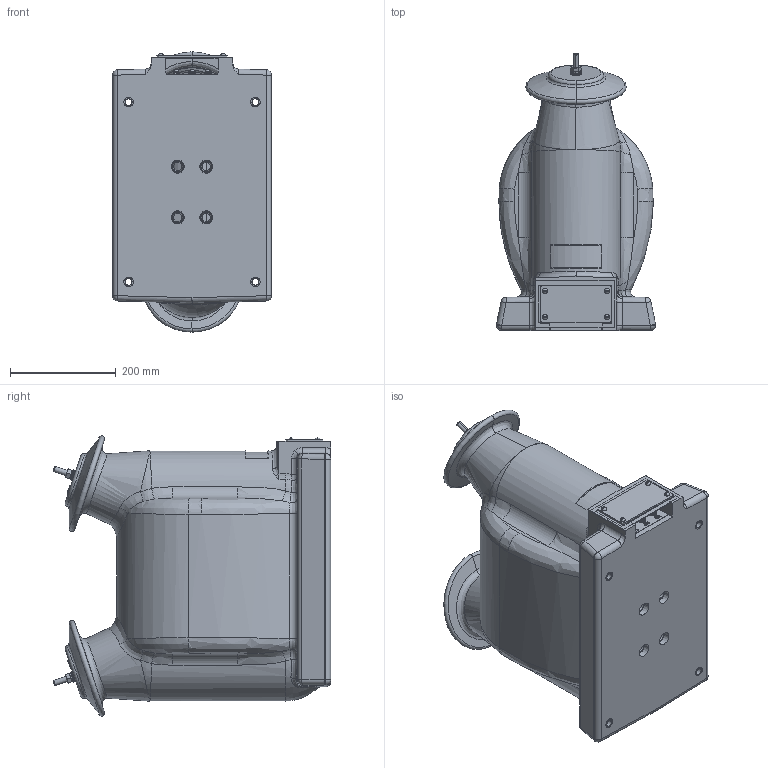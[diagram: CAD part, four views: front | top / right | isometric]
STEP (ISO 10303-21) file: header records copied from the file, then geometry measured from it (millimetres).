
FILE_DESCRIPTION (( 'STEP AP203' ), '1' );
FILE_NAME ('1藤.670 121.028.STEP', '2023-05-16T05:24:56', ( '' ), ( '' ), 'SwSTEP 2.0', 'SolidWorks 2010', '' );
FILE_SCHEMA (( 'CONFIG_CONTROL_DESIGN' ));
Length unit declared in the file: millimetre
Products named in the file (1): 1藤.670 121.028
Bounding box: 301.15 x 525.07 x 530.49 mm (x, y, z)
Surface area: 1172035.7 mm2 (no closed solid volume)
Topology: 0 solids, 41 shells, 387 faces, 1283 edges, 919 vertices
Faces by surface type: plane 121, cylinder 94, bspline 79, cone 50, sphere 26, torus 17
Entity records: 26865 total; most frequent: CARTESIAN_POINT 16089, DIRECTION 2220, ORIENTED_EDGE 2062, EDGE_CURVE 1277, VERTEX_POINT 919, AXIS2_PLACEMENT_3D 879, CIRCLE 570, LINE 462
